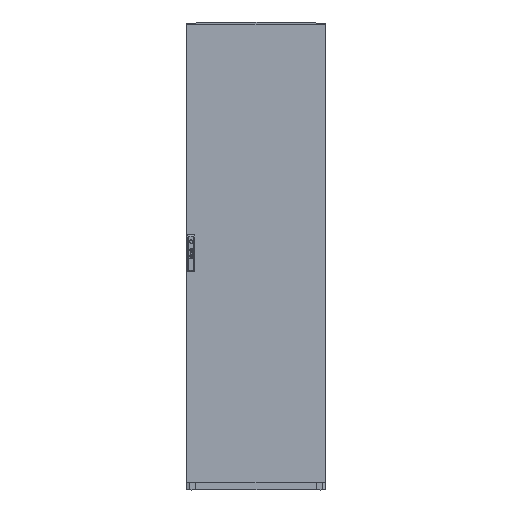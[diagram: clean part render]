
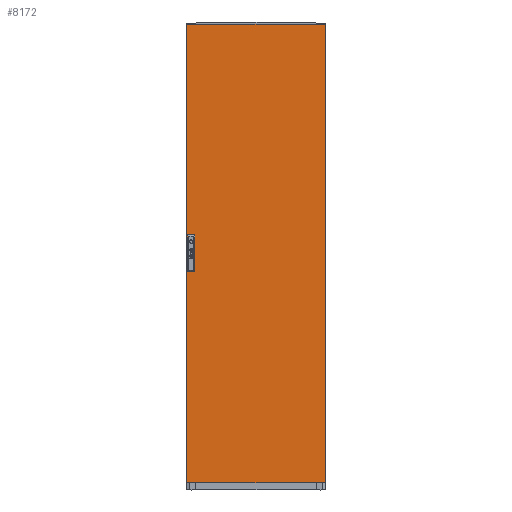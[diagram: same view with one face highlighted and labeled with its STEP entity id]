
A CAD part, top view. The second image highlights one B-rep face of the part: STEP entity #8172.
In plain terms, the highlighted planar face has unit normal (0, 0, 1).
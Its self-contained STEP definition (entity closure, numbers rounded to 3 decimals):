
#6558 = VERTEX_POINT ( 'NONE', #108397 ) ;
#6763 = EDGE_LOOP ( 'NONE', ( #89182, #11432, #6764, #60652 ) ) ;
#6764 = ORIENTED_EDGE ( 'NONE', *, *, #117345, .F. ) ;
#7003 = CARTESIAN_POINT ( 'NONE',  ( -293.4, 0., 0. ) ) ;
#7909 = CARTESIAN_POINT ( 'NONE',  ( -293.4, 78.5, 0. ) ) ;
#8172 = ADVANCED_FACE ( 'NONE', ( #9196, #103504 ), #65352, .T. ) ;
#8668 = CARTESIAN_POINT ( 'NONE',  ( -293.4, -78.5, 0. ) ) ;
#9196 = FACE_BOUND ( 'NONE', #6763, .T. ) ;
#9385 = LINE ( 'NONE', #8668, #54892 ) ;
#10348 = EDGE_CURVE ( 'NONE', #61324, #74837, #84654, .T. ) ;
#11139 = ORIENTED_EDGE ( 'NONE', *, *, #63894, .T. ) ;
#11432 = ORIENTED_EDGE ( 'NONE', *, *, #113786, .T. ) ;
#12421 = VECTOR ( 'NONE', #62064, 1000. ) ;
#14508 = EDGE_CURVE ( 'NONE', #101599, #6558, #71186, .T. ) ;
#14605 = VECTOR ( 'NONE', #53413, 1000. ) ;
#14699 = VECTOR ( 'NONE', #90958, 1000. ) ;
#15682 = VECTOR ( 'NONE', #99328, 1000. ) ;
#16658 = CARTESIAN_POINT ( 'NONE',  ( -263., 0., 0. ) ) ;
#17764 = DIRECTION ( 'NONE',  ( 1., 0., 0. ) ) ;
#19523 = CARTESIAN_POINT ( 'NONE',  ( 0., 0., 0. ) ) ;
#22139 = CARTESIAN_POINT ( 'NONE',  ( 297., 983.5, 0. ) ) ;
#26235 = EDGE_LOOP ( 'NONE', ( #72627, #92283, #11139, #52934 ) ) ;
#29057 = DIRECTION ( 'NONE',  ( 1., 0., 0. ) ) ;
#34273 = VERTEX_POINT ( 'NONE', #109931 ) ;
#34540 = LINE ( 'NONE', #37546, #58794 ) ;
#36979 = VERTEX_POINT ( 'NONE', #66557 ) ;
#37546 = CARTESIAN_POINT ( 'NONE',  ( -297., -983.5, 0. ) ) ;
#37567 = EDGE_CURVE ( 'NONE', #34273, #61324, #112726, .T. ) ;
#39770 = LINE ( 'NONE', #7909, #15682 ) ;
#43419 = AXIS2_PLACEMENT_3D ( 'NONE', #19523, #83774, #29057 ) ;
#52381 = CARTESIAN_POINT ( 'NONE',  ( -263., 78.5, 0. ) ) ;
#52934 = ORIENTED_EDGE ( 'NONE', *, *, #79319, .T. ) ;
#53413 = DIRECTION ( 'NONE',  ( 0., -1., 0. ) ) ;
#54531 = CARTESIAN_POINT ( 'NONE',  ( -297., 983.5, 0. ) ) ;
#54892 = VECTOR ( 'NONE', #17764, 1000. ) ;
#58794 = VECTOR ( 'NONE', #110823, 1000. ) ;
#60652 = ORIENTED_EDGE ( 'NONE', *, *, #14508, .F. ) ;
#61194 = EDGE_CURVE ( 'NONE', #101599, #98756, #39770, .T. ) ;
#61324 = VERTEX_POINT ( 'NONE', #110876 ) ;
#62064 = DIRECTION ( 'NONE',  ( 0., -1., 0. ) ) ;
#63894 = EDGE_CURVE ( 'NONE', #74837, #36979, #111792, .T. ) ;
#65352 = PLANE ( 'NONE',  #43419 ) ;
#66557 = CARTESIAN_POINT ( 'NONE',  ( -297., -983.5, 0. ) ) ;
#68350 = VECTOR ( 'NONE', #116346, 1000. ) ;
#71186 = LINE ( 'NONE', #7003, #68350 ) ;
#72627 = ORIENTED_EDGE ( 'NONE', *, *, #37567, .T. ) ;
#74837 = VERTEX_POINT ( 'NONE', #101916 ) ;
#79319 = EDGE_CURVE ( 'NONE', #36979, #34273, #34540, .T. ) ;
#82790 = VERTEX_POINT ( 'NONE', #109781 ) ;
#83774 = DIRECTION ( 'NONE',  ( 0., 0., 1. ) ) ;
#84654 = LINE ( 'NONE', #54531, #14699 ) ;
#88343 = VECTOR ( 'NONE', #104515, 1000. ) ;
#89182 = ORIENTED_EDGE ( 'NONE', *, *, #61194, .T. ) ;
#90958 = DIRECTION ( 'NONE',  ( -1., 0., 0. ) ) ;
#92283 = ORIENTED_EDGE ( 'NONE', *, *, #10348, .T. ) ;
#98756 = VERTEX_POINT ( 'NONE', #52381 ) ;
#99328 = DIRECTION ( 'NONE',  ( 1., 0., 0. ) ) ;
#101599 = VERTEX_POINT ( 'NONE', #112006 ) ;
#101916 = CARTESIAN_POINT ( 'NONE',  ( -297., 983.5, 0. ) ) ;
#103504 = FACE_OUTER_BOUND ( 'NONE', #26235, .T. ) ;
#104515 = DIRECTION ( 'NONE',  ( 0., 1., 0. ) ) ;
#107907 = CARTESIAN_POINT ( 'NONE',  ( -297., 983.5, 0. ) ) ;
#108397 = CARTESIAN_POINT ( 'NONE',  ( -293.4, -78.5, 0. ) ) ;
#109621 = LINE ( 'NONE', #16658, #12421 ) ;
#109781 = CARTESIAN_POINT ( 'NONE',  ( -263., -78.5, 0. ) ) ;
#109931 = CARTESIAN_POINT ( 'NONE',  ( 297., -983.5, 0. ) ) ;
#110823 = DIRECTION ( 'NONE',  ( 1., 0., 0. ) ) ;
#110876 = CARTESIAN_POINT ( 'NONE',  ( 297., 983.5, 0. ) ) ;
#111792 = LINE ( 'NONE', #107907, #14605 ) ;
#112006 = CARTESIAN_POINT ( 'NONE',  ( -293.4, 78.5, 0. ) ) ;
#112726 = LINE ( 'NONE', #22139, #88343 ) ;
#113786 = EDGE_CURVE ( 'NONE', #98756, #82790, #109621, .T. ) ;
#116346 = DIRECTION ( 'NONE',  ( 0., -1., 0. ) ) ;
#117345 = EDGE_CURVE ( 'NONE', #6558, #82790, #9385, .T. ) ;
